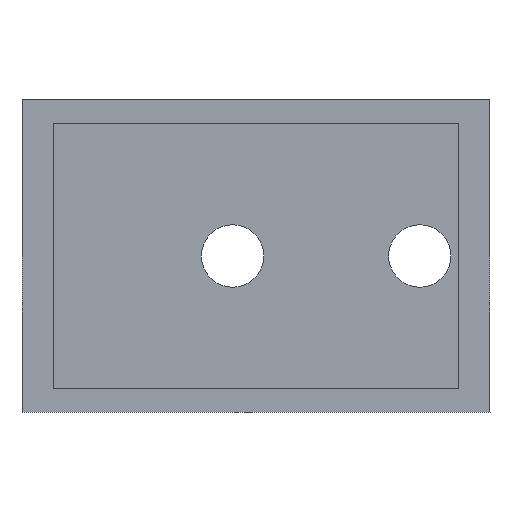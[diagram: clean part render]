
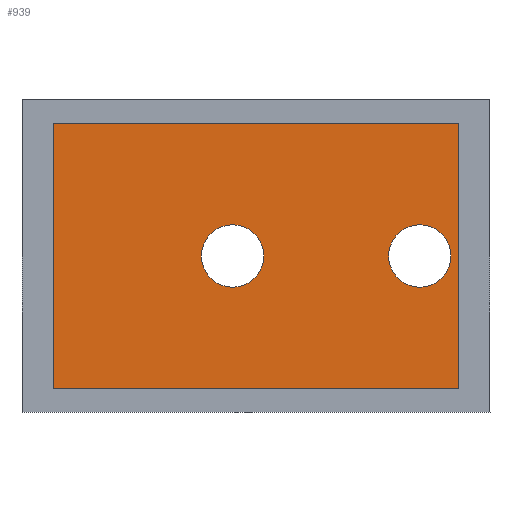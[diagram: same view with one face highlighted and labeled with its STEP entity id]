
A CAD part, front view. The second image highlights one B-rep face of the part: STEP entity #939.
In plain terms, the highlighted planar face has unit normal (0, -1, 0).
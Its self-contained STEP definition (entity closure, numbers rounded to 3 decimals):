
#23=CIRCLE('',#1006,2.);
#25=CIRCLE('',#1009,2.);
#44=FACE_BOUND('',#134,.T.);
#45=FACE_BOUND('',#135,.T.);
#75=FACE_OUTER_BOUND('',#133,.T.);
#133=EDGE_LOOP('',(#700,#701,#702,#703));
#134=EDGE_LOOP('',(#704));
#135=EDGE_LOOP('',(#705));
#205=LINE('',#1353,#319);
#209=LINE('',#1361,#323);
#212=LINE('',#1367,#326);
#215=LINE('',#1372,#329);
#319=VECTOR('',#1097,10.);
#323=VECTOR('',#1103,10.);
#326=VECTOR('',#1108,10.);
#329=VECTOR('',#1113,10.);
#427=VERTEX_POINT('',#1351);
#428=VERTEX_POINT('',#1352);
#431=VERTEX_POINT('',#1360);
#433=VERTEX_POINT('',#1366);
#437=VERTEX_POINT('',#1381);
#439=VERTEX_POINT('',#1387);
#517=EDGE_CURVE('',#427,#428,#205,.T.);
#521=EDGE_CURVE('',#428,#431,#209,.T.);
#524=EDGE_CURVE('',#431,#433,#212,.T.);
#527=EDGE_CURVE('',#433,#427,#215,.T.);
#533=EDGE_CURVE('',#437,#437,#23,.T.);
#536=EDGE_CURVE('',#439,#439,#25,.T.);
#700=ORIENTED_EDGE('',*,*,#517,.T.);
#701=ORIENTED_EDGE('',*,*,#521,.T.);
#702=ORIENTED_EDGE('',*,*,#524,.T.);
#703=ORIENTED_EDGE('',*,*,#527,.T.);
#704=ORIENTED_EDGE('',*,*,#536,.F.);
#705=ORIENTED_EDGE('',*,*,#533,.F.);
#889=PLANE('',#1013);
#939=ADVANCED_FACE('',(#75,#44,#45),#889,.F.);
#1006=AXIS2_PLACEMENT_3D('',#1383,#1124,#1125);
#1009=AXIS2_PLACEMENT_3D('',#1389,#1131,#1132);
#1013=AXIS2_PLACEMENT_3D('',#1394,#1140,#1141);
#1097=DIRECTION('',(0.,0.,-1.));
#1103=DIRECTION('',(1.,0.,0.));
#1108=DIRECTION('',(0.,0.,1.));
#1113=DIRECTION('',(-1.,0.,0.));
#1124=DIRECTION('center_axis',(0.,-1.,0.));
#1125=DIRECTION('ref_axis',(1.,0.,0.));
#1131=DIRECTION('center_axis',(0.,-1.,0.));
#1132=DIRECTION('ref_axis',(1.,0.,0.));
#1140=DIRECTION('center_axis',(0.,1.,0.));
#1141=DIRECTION('ref_axis',(1.,0.,0.));
#1351=CARTESIAN_POINT('',(-24.106,0.,-20.868));
#1352=CARTESIAN_POINT('',(-24.106,0.,-37.868));
#1353=CARTESIAN_POINT('',(-24.106,0.,-33.618));
#1360=CARTESIAN_POINT('',(1.894,0.,-37.868));
#1361=CARTESIAN_POINT('',(-4.606,0.,-37.868));
#1366=CARTESIAN_POINT('',(1.894,0.,-20.868));
#1367=CARTESIAN_POINT('',(1.894,0.,-25.118));
#1372=CARTESIAN_POINT('',(-17.606,0.,-20.868));
#1381=CARTESIAN_POINT('',(-14.606,0.,-29.368));
#1383=CARTESIAN_POINT('Origin',(-12.606,0.,-29.368));
#1387=CARTESIAN_POINT('',(-2.606,0.,-29.368));
#1389=CARTESIAN_POINT('Origin',(-0.606,0.,-29.368));
#1394=CARTESIAN_POINT('Origin',(-11.106,0.,-29.368));
